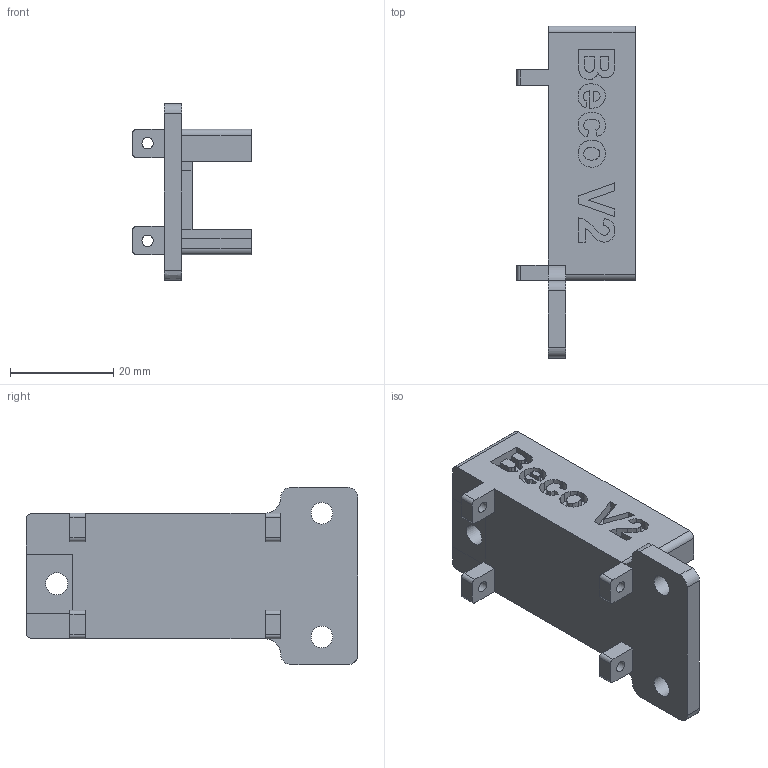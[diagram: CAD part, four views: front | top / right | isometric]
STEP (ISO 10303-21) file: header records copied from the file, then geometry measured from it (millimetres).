
FILE_DESCRIPTION(/* description */ (''),/* implementation_level */ '2;1');
FILE_NAME(/* name */ 'Base Plate Type 1.step',/* time_stamp */ '2025-06-12T13:43:36-07:00',/* author */ (''),/* organization */ (''),/* preprocessor_version */ 'ST-DEVELOPER v20.1',/* originating_system */ 'Autodesk Translation Framework v14.10.0.0',/* authorisation */ '');
FILE_SCHEMA (('AUTOMOTIVE_DESIGN { 1 0 10303 214 3 1 1 }'));
Length unit declared in the file: millimetre
Products named in the file (1): Base Plate Type 1
Bounding box: 23 x 64.4 x 34.4 mm (x, y, z)
Volume: 10044 mm3; surface area: 8170.9 mm2
Topology: 1 solids, 1 shells, 195 faces, 541 edges, 358 vertices
Faces by surface type: bspline 92, plane 79, cylinder 24
Full cylindrical faces by diameter (mm): 2.2 x4, 4.2 x2, 4.25 x1
Entity records: 7146 total; most frequent: CARTESIAN_POINT 2689, ORIENTED_EDGE 1082, DIRECTION 611, EDGE_CURVE 541, VERTEX_POINT 358, LINE 307, VECTOR 307, EDGE_LOOP 219
